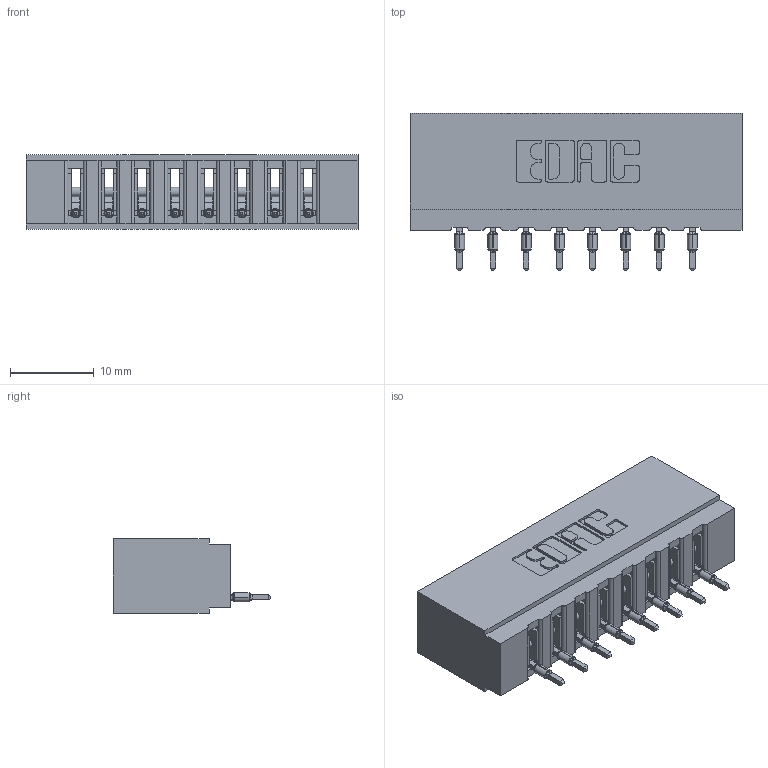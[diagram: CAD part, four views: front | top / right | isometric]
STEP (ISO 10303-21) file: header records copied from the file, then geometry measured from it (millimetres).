
FILE_DESCRIPTION (( 'STEP AP203' ), '1' );
FILE_NAME ('717-008-525-101.STEP', '2026-02-20T19:58:55', ( '' ), ( '' ), 'SwSTEP 2.0', 'SolidWorks 2023', '' );
FILE_SCHEMA (( 'CONFIG_CONTROL_DESIGN' ));
Length unit declared in the file: millimetre
Products named in the file (3): 717 Part_Insulator Option - 06; 745-292-001_525; 717-008-525-101
Assembly tree (9 placements, depth 2):
  717-008-525-101
    717 Part_Insulator Option - 06
    745-292-001_525  x8
Bounding box: 39.57 x 18.78 x 8.89 mm (x, y, z)
Volume: 3489 mm3; surface area: 4507.2 mm2
Topology: 9 solids, 9 shells, 998 faces, 2739 edges, 1734 vertices
Faces by surface type: plane 598, cylinder 192, bspline 160, torus 48
Entity records: 18049 total; most frequent: CARTESIAN_POINT 3681, ORIENTED_EDGE 3056, DIRECTION 2684, EDGE_CURVE 1528, VECTOR 1298, LINE 1298, VERTEX_POINT 978, AXIS2_PLACEMENT_3D 693
